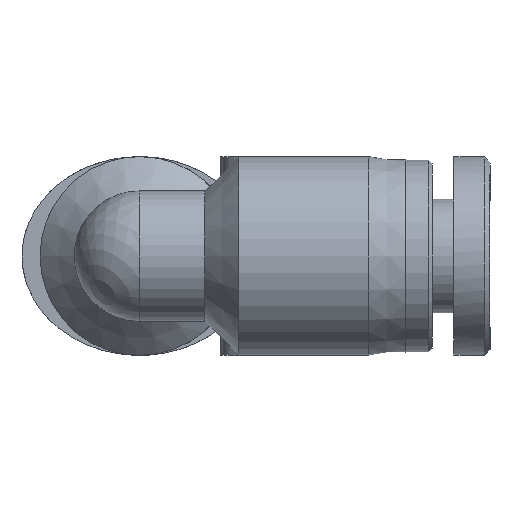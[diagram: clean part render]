
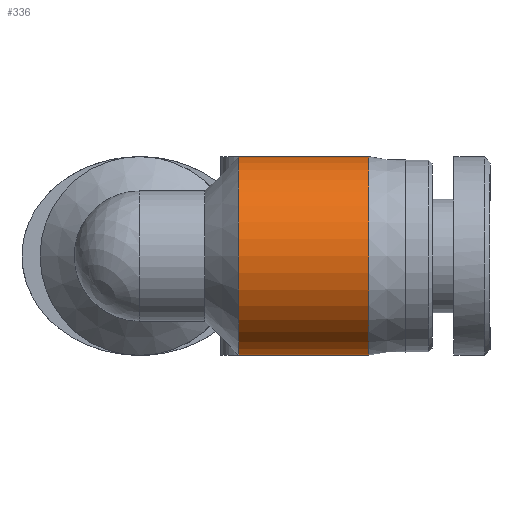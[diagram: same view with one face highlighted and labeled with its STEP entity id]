
A CAD part, front view. The second image highlights one B-rep face of the part: STEP entity #336.
In plain terms, the highlighted cylindrical face has radius 5.5 mm (diameter 11 mm), a full revolution.
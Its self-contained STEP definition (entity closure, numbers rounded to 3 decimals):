
#215=CARTESIAN_POINT('',(5.5,4.768,2.742));
#216=VERTEX_POINT('',#215);
#226=CARTESIAN_POINT('',(5.5,4.768,-2.742));
#227=VERTEX_POINT('',#226);
#228=CARTESIAN_POINT('',(5.5,4.768,-2.742));
#229=CARTESIAN_POINT('',(5.54,4.745,-2.782));
#230=CARTESIAN_POINT('',(5.583,4.722,-2.821));
#231=CARTESIAN_POINT('',(5.742,4.645,-2.947));
#232=CARTESIAN_POINT('',(5.881,4.592,-3.028));
#233=CARTESIAN_POINT('',(6.182,4.519,-3.135));
#234=CARTESIAN_POINT('',(6.346,4.5,-3.162));
#235=CARTESIAN_POINT('',(6.654,4.5,-3.162));
#236=CARTESIAN_POINT('',(6.818,4.519,-3.135));
#237=CARTESIAN_POINT('',(7.119,4.592,-3.028));
#238=CARTESIAN_POINT('',(7.258,4.645,-2.947));
#239=CARTESIAN_POINT('',(7.564,4.793,-2.704));
#240=CARTESIAN_POINT('',(7.706,4.897,-2.514));
#241=CARTESIAN_POINT('',(7.93,5.094,-2.087));
#242=CARTESIAN_POINT('',(8.011,5.187,-1.849));
#243=CARTESIAN_POINT('',(8.192,5.416,-1.091));
#244=CARTESIAN_POINT('',(8.232,5.5,-0.527));
#245=CARTESIAN_POINT('',(8.232,5.5,0.527));
#246=CARTESIAN_POINT('',(8.192,5.416,1.091));
#247=CARTESIAN_POINT('',(8.011,5.187,1.849));
#248=CARTESIAN_POINT('',(7.93,5.094,2.087));
#249=CARTESIAN_POINT('',(7.706,4.897,2.514));
#250=CARTESIAN_POINT('',(7.564,4.793,2.704));
#251=CARTESIAN_POINT('',(7.258,4.645,2.947));
#252=CARTESIAN_POINT('',(7.119,4.592,3.028));
#253=CARTESIAN_POINT('',(6.818,4.519,3.135));
#254=CARTESIAN_POINT('',(6.654,4.5,3.162));
#255=CARTESIAN_POINT('',(6.346,4.5,3.162));
#256=CARTESIAN_POINT('',(6.182,4.519,3.135));
#257=CARTESIAN_POINT('',(5.881,4.592,3.028));
#258=CARTESIAN_POINT('',(5.742,4.645,2.947));
#259=CARTESIAN_POINT('',(5.583,4.722,2.821));
#260=CARTESIAN_POINT('',(5.54,4.745,2.782));
#261=CARTESIAN_POINT('',(5.5,4.768,2.742));
#262=B_SPLINE_CURVE_WITH_KNOTS('',3,(#228,#229,#230,#231,#232,#233,#234,#235,#236,#237,#238,#239,#240,#241,#242,#243,#244,#245,#246,#247,#248,#249,#250,#251,#252,#253,#254,#255,#256,#257,#258,#259,#260,#261),.UNSPECIFIED.,.F.,.U.,(4,2,2,2,2,2,2,2,2,2,2,2,2,2,2,2,4),(0.298,0.316,0.363,0.409,0.455,0.502,0.581,0.66,0.818,0.976,1.055,1.135,1.181,1.227,1.273,1.32,1.338),.UNSPECIFIED.);
#263=EDGE_CURVE('',#227,#216,#262,.T.);
#310=CARTESIAN_POINT('',(9.1,0.,0.0));
#311=DIRECTION('',(1.0,0.,0.0));
#312=DIRECTION('',(0.0,1.0,0.0));
#313=AXIS2_PLACEMENT_3D('',#310,#311,#312);
#314=CYLINDRICAL_SURFACE('',#313,5.5);
#315=ORIENTED_EDGE('',*,*,#263,.T.);
#316=CARTESIAN_POINT('',(5.5,0.,0.0));
#317=DIRECTION('',(1.0,0.0,0.0));
#318=DIRECTION('',(0.0,1.0,0.0));
#319=AXIS2_PLACEMENT_3D('',#316,#317,#318);
#320=CIRCLE('',#319,5.5);
#321=EDGE_CURVE('',#216,#227,#320,.T.);
#322=ORIENTED_EDGE('',*,*,#321,.T.);
#323=EDGE_LOOP('',(#315,#322));
#324=FACE_OUTER_BOUND('',#323,.T.);
#325=CARTESIAN_POINT('',(12.7,5.5,0.0));
#326=VERTEX_POINT('',#325);
#327=CARTESIAN_POINT('',(12.7,0.,0.0));
#328=DIRECTION('',(1.0,0.0,0.0));
#329=DIRECTION('',(0.0,1.0,0.0));
#330=AXIS2_PLACEMENT_3D('',#327,#328,#329);
#331=CIRCLE('',#330,5.5);
#332=EDGE_CURVE('',#326,#326,#331,.T.);
#333=ORIENTED_EDGE('',*,*,#332,.F.);
#334=EDGE_LOOP('',(#333));
#335=FACE_BOUND('',#334,.T.);
#336=ADVANCED_FACE('',(#324,#335),#314,.T.);
